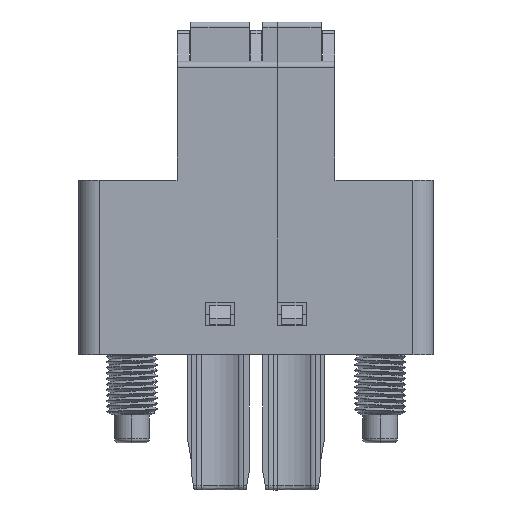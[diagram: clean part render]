
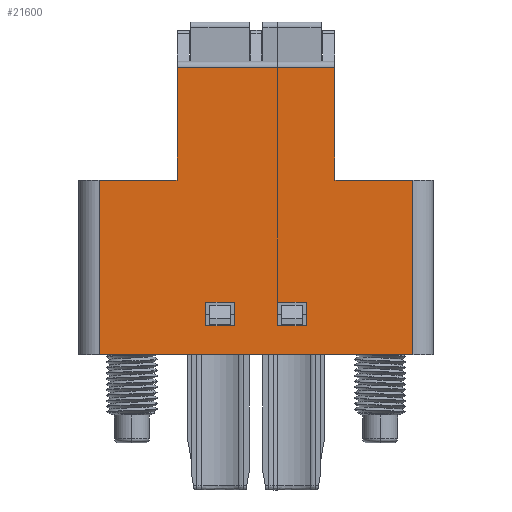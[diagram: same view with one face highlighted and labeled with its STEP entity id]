
A CAD part, front view. The second image highlights one B-rep face of the part: STEP entity #21600.
In plain terms, the highlighted planar face has unit normal (0, -1, 0).
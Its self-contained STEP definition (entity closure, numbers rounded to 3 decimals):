
#10696=CARTESIAN_POINT('',(79.9,-149.55,-88.535));
#10697=VERTEX_POINT('',#10696);
#10698=CARTESIAN_POINT('',(79.9,-149.55,-89.685));
#10699=VERTEX_POINT('',#10698);
#10700=CARTESIAN_POINT('',(79.9,-149.55,-88.535));
#10701=DIRECTION('',(0.,0.,-1.));
#10702=VECTOR('',#10701,1.15);
#10703=LINE('',#10700,#10702);
#10704=EDGE_CURVE('',#10697,#10699,#10703,.T.);
#10736=CARTESIAN_POINT('',(81.3,-149.55,-89.685));
#10737=VERTEX_POINT('',#10736);
#10738=CARTESIAN_POINT('',(79.9,-149.55,-89.685));
#10739=DIRECTION('',(1.,0.,0.));
#10740=VECTOR('',#10739,1.4);
#10741=LINE('',#10738,#10740);
#10742=EDGE_CURVE('',#10699,#10737,#10741,.T.);
#10767=CARTESIAN_POINT('',(81.3,-149.55,-88.535));
#10768=VERTEX_POINT('',#10767);
#10769=CARTESIAN_POINT('',(81.3,-149.55,-89.685));
#10770=DIRECTION('',(0.,0.,1.));
#10771=VECTOR('',#10770,1.15);
#10772=LINE('',#10769,#10771);
#10773=EDGE_CURVE('',#10737,#10768,#10772,.T.);
#11010=CARTESIAN_POINT('',(81.3,-149.55,-88.535));
#11011=DIRECTION('',(-1.,0.,0.));
#11012=VECTOR('',#11011,1.4);
#11013=LINE('',#11010,#11012);
#11014=EDGE_CURVE('',#10768,#10697,#11013,.T.);
#17993=CARTESIAN_POINT('',(78.5,-149.55,-77.085));
#17994=VERTEX_POINT('',#17993);
#18004=CARTESIAN_POINT('',(83.4,-149.55,-77.085));
#18005=VERTEX_POINT('',#18004);
#18006=CARTESIAN_POINT('',(78.5,-149.55,-77.085));
#18007=DIRECTION('',(1.,0.,0.));
#18008=VECTOR('',#18007,4.9);
#18009=LINE('',#18006,#18008);
#18010=EDGE_CURVE('',#17994,#18005,#18009,.T.);
#20572=CARTESIAN_POINT('',(90.,-149.55,-91.085));
#20573=VERTEX_POINT('',#20572);
#20581=CARTESIAN_POINT('',(74.7,-149.55,-91.085));
#20582=VERTEX_POINT('',#20581);
#20583=CARTESIAN_POINT('',(74.7,-149.55,-91.085));
#20584=DIRECTION('',(1.,0.,0.));
#20585=VECTOR('',#20584,15.3);
#20586=LINE('',#20583,#20585);
#20587=EDGE_CURVE('',#20582,#20573,#20586,.T.);
#21393=CARTESIAN_POINT('',(83.4,-149.55,-89.685));
#21394=VERTEX_POINT('',#21393);
#21395=CARTESIAN_POINT('',(83.4,-149.55,-77.085));
#21396=DIRECTION('',(0.,0.,-1.));
#21397=VECTOR('',#21396,12.6);
#21398=LINE('',#21395,#21397);
#21399=EDGE_CURVE('',#18005,#21394,#21398,.T.);
#21500=CARTESIAN_POINT('',(82.35,-149.55,-84.085));
#21501=DIRECTION('',(0.,0.,-1.));
#21502=DIRECTION('',(0.,-1.,0.));
#21503=AXIS2_PLACEMENT_3D('',#21500,#21502,#21501);
#21504=PLANE('',#21503);
#21505=CARTESIAN_POINT('',(86.2,-149.55,-77.085));
#21506=VERTEX_POINT('',#21505);
#21507=CARTESIAN_POINT('',(86.2,-149.55,-82.585));
#21508=VERTEX_POINT('',#21507);
#21509=CARTESIAN_POINT('',(86.2,-149.55,-77.085));
#21510=DIRECTION('',(0.,0.,-1.));
#21511=VECTOR('',#21510,5.5);
#21512=LINE('',#21509,#21511);
#21513=EDGE_CURVE('',#21506,#21508,#21512,.T.);
#21514=ORIENTED_EDGE('',*,*,#21513,.F.);
#21515=CARTESIAN_POINT('',(83.4,-149.55,-77.085));
#21516=VERTEX_POINT('',#21515);
#21517=CARTESIAN_POINT('',(83.4,-149.55,-77.085));
#21518=DIRECTION('',(1.,0.,0.));
#21519=VECTOR('',#21518,2.8);
#21520=LINE('',#21517,#21519);
#21521=EDGE_CURVE('',#21516,#21506,#21520,.T.);
#21522=ORIENTED_EDGE('',*,*,#21521,.F.);
#21523=CARTESIAN_POINT('',(83.4,-149.55,-88.535));
#21524=VERTEX_POINT('',#21523);
#21525=CARTESIAN_POINT('',(83.4,-149.55,-77.085));
#21526=DIRECTION('',(0.,0.,-1.));
#21527=VECTOR('',#21526,11.45);
#21528=LINE('',#21525,#21527);
#21529=EDGE_CURVE('',#21516,#21524,#21528,.T.);
#21530=ORIENTED_EDGE('',*,*,#21529,.T.);
#21531=CARTESIAN_POINT('',(84.8,-149.55,-88.535));
#21532=VERTEX_POINT('',#21531);
#21533=CARTESIAN_POINT('',(83.4,-149.55,-88.535));
#21534=DIRECTION('',(1.,0.,0.));
#21535=VECTOR('',#21534,1.4);
#21536=LINE('',#21533,#21535);
#21537=EDGE_CURVE('',#21524,#21532,#21536,.T.);
#21538=ORIENTED_EDGE('',*,*,#21537,.T.);
#21539=CARTESIAN_POINT('',(84.8,-149.55,-89.685));
#21540=VERTEX_POINT('',#21539);
#21541=CARTESIAN_POINT('',(84.8,-149.55,-88.535));
#21542=DIRECTION('',(0.,0.,-1.));
#21543=VECTOR('',#21542,1.15);
#21544=LINE('',#21541,#21543);
#21545=EDGE_CURVE('',#21532,#21540,#21544,.T.);
#21546=ORIENTED_EDGE('',*,*,#21545,.T.);
#21547=CARTESIAN_POINT('',(84.8,-149.55,-89.685));
#21548=DIRECTION('',(-1.,0.,0.));
#21549=VECTOR('',#21548,1.4);
#21550=LINE('',#21547,#21549);
#21551=EDGE_CURVE('',#21540,#21394,#21550,.T.);
#21552=ORIENTED_EDGE('',*,*,#21551,.T.);
#21553=ORIENTED_EDGE('',*,*,#21399,.F.);
#21554=ORIENTED_EDGE('',*,*,#18010,.F.);
#21555=CARTESIAN_POINT('',(78.5,-149.55,-82.585));
#21556=VERTEX_POINT('',#21555);
#21557=CARTESIAN_POINT('',(78.5,-149.55,-82.585));
#21558=DIRECTION('',(0.,0.,1.));
#21559=VECTOR('',#21558,5.5);
#21560=LINE('',#21557,#21559);
#21561=EDGE_CURVE('',#21556,#17994,#21560,.T.);
#21562=ORIENTED_EDGE('',*,*,#21561,.F.);
#21563=CARTESIAN_POINT('',(74.7,-149.55,-82.585));
#21564=VERTEX_POINT('',#21563);
#21565=CARTESIAN_POINT('',(78.5,-149.55,-82.585));
#21566=DIRECTION('',(-1.,0.,0.));
#21567=VECTOR('',#21566,3.8);
#21568=LINE('',#21565,#21567);
#21569=EDGE_CURVE('',#21556,#21564,#21568,.T.);
#21570=ORIENTED_EDGE('',*,*,#21569,.T.);
#21571=CARTESIAN_POINT('',(74.7,-149.55,-82.585));
#21572=DIRECTION('',(0.,0.,-1.));
#21573=VECTOR('',#21572,8.5);
#21574=LINE('',#21571,#21573);
#21575=EDGE_CURVE('',#21564,#20582,#21574,.T.);
#21576=ORIENTED_EDGE('',*,*,#21575,.T.);
#21577=ORIENTED_EDGE('',*,*,#20587,.T.);
#21578=CARTESIAN_POINT('',(90.,-149.55,-82.585));
#21579=VERTEX_POINT('',#21578);
#21580=CARTESIAN_POINT('',(90.,-149.55,-91.085));
#21581=DIRECTION('',(0.,0.,1.));
#21582=VECTOR('',#21581,8.5);
#21583=LINE('',#21580,#21582);
#21584=EDGE_CURVE('',#20573,#21579,#21583,.T.);
#21585=ORIENTED_EDGE('',*,*,#21584,.T.);
#21586=CARTESIAN_POINT('',(90.,-149.55,-82.585));
#21587=DIRECTION('',(-1.,0.,0.));
#21588=VECTOR('',#21587,3.8);
#21589=LINE('',#21586,#21588);
#21590=EDGE_CURVE('',#21579,#21508,#21589,.T.);
#21591=ORIENTED_EDGE('',*,*,#21590,.T.);
#21592=EDGE_LOOP('',(#21514,#21522,#21530,#21538,#21546,#21552,#21553,#21554,#21562,#21570,#21576,#21577,#21585,#21591));
#21593=FACE_OUTER_BOUND('',#21592,.T.);
#21594=ORIENTED_EDGE('',*,*,#10704,.F.);
#21595=ORIENTED_EDGE('',*,*,#11014,.F.);
#21596=ORIENTED_EDGE('',*,*,#10773,.F.);
#21597=ORIENTED_EDGE('',*,*,#10742,.F.);
#21598=EDGE_LOOP('',(#21594,#21595,#21596,#21597));
#21599=FACE_BOUND('',#21598,.T.);
#21600=ADVANCED_FACE('',(#21593,#21599),#21504,.T.);
